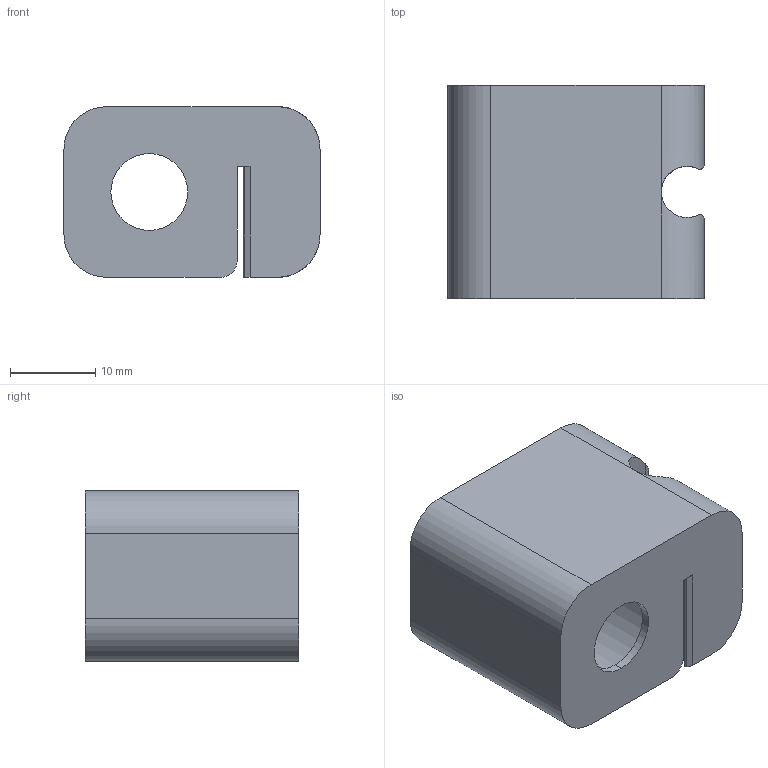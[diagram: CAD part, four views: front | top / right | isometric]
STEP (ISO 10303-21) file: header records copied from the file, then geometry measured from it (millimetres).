
FILE_DESCRIPTION (( 'STEP AP203' ), '1' );
FILE_NAME ('眻盄粣創肮祭湍.step', '2020-08-13T07:35:46', ( '' ), ( '' ), 'SwSTEP 2.0', 'SolidWorks 2018', '' );
FILE_SCHEMA (( 'CONFIG_CONTROL_DESIGN' ));
Length unit declared in the file: millimetre
Products named in the file (1): 眻盄粣創肮祭湍
Bounding box: 30 x 25 x 20 mm (x, y, z)
Volume: 8380.9 mm3; surface area: 5533.9 mm2
Topology: 1 solids, 1 shells, 114 faces, 321 edges, 210 vertices
Faces by surface type: plane 61, cylinder 48, cone 5
Entity records: 3884 total; most frequent: CARTESIAN_POINT 810, ORIENTED_EDGE 642, DIRECTION 621, EDGE_CURVE 321, VECTOR 211, LINE 211, VERTEX_POINT 210, AXIS2_PLACEMENT_3D 205
